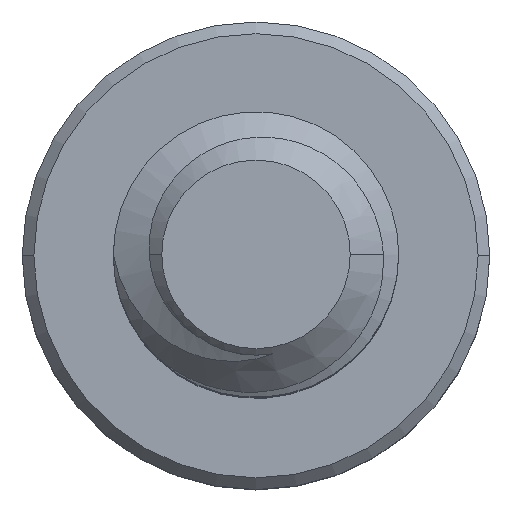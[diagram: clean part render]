
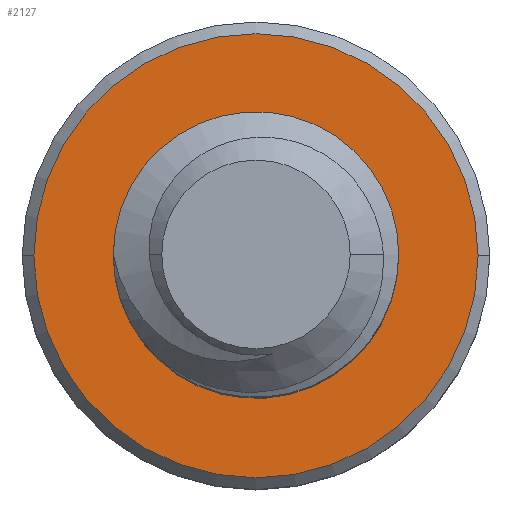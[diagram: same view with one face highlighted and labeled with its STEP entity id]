
A CAD part, top view. The second image highlights one B-rep face of the part: STEP entity #2127.
In plain terms, the highlighted planar face has unit normal (0, 0, 1).
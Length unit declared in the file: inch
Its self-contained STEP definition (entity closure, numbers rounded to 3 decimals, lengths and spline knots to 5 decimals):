
#10 = B_SPLINE_CURVE_WITH_KNOTS ( 'NONE', 3,
 ( #1066, #1041, #1040, #1039, #1038, #1037, #1036, #1035, #1034, #1033, #1318, #1354, #1356, #1364 ),
 .UNSPECIFIED., .F., .F.,
 ( 4, 2, 2, 2, 2, 2, 4 ),
 ( 0., 0.00089, 0.00178, 0.00222, 0.00267, 0.00311, 0.00356 ),
 .UNSPECIFIED. ) ;
#14 = B_SPLINE_CURVE_WITH_KNOTS ( 'NONE', 3,
 ( #1042, #1385, #1319, #1384, #1386, #1048, #1332, #883, #872, #867, #884, #949, #948, #944, #937, #936 ),
 .UNSPECIFIED., .F., .F.,
 ( 4, 2, 2, 2, 2, 2, 2, 4 ),
 ( 0., 0.00044, 0.00089, 0.00178, 0.00222, 0.00267, 0.00311, 0.00355 ),
 .UNSPECIFIED. ) ;
#858 = DIRECTION ( 'NONE',  ( 0., 0., -1. ) ) ;
#867 = CARTESIAN_POINT ( 'NONE',  ( 0.05636, 0.00496, -0.375 ) ) ;
#872 = CARTESIAN_POINT ( 'NONE',  ( 0.05592, 0.01675, -0.375 ) ) ;
#883 = CARTESIAN_POINT ( 'NONE',  ( 0.05477, 0.0225, -0.375 ) ) ;
#884 = CARTESIAN_POINT ( 'NONE',  ( 0.05565, -0.00084, -0.375 ) ) ;
#936 = CARTESIAN_POINT ( 'NONE',  ( 0.03412, -0.03475, -0.375 ) ) ;
#937 = CARTESIAN_POINT ( 'NONE',  ( 0.03902, -0.03141, -0.375 ) ) ;
#943 = DIRECTION ( 'NONE',  ( 1., 0., 0. ) ) ;
#944 = CARTESIAN_POINT ( 'NONE',  ( 0.04312, -0.02719, -0.375 ) ) ;
#948 = CARTESIAN_POINT ( 'NONE',  ( 0.04983, -0.01748, -0.375 ) ) ;
#949 = CARTESIAN_POINT ( 'NONE',  ( 0.05234, -0.0122, -0.375 ) ) ;
#962 = CARTESIAN_POINT ( 'NONE',  ( 0., 0., -0.375 ) ) ;
#1033 = CARTESIAN_POINT ( 'NONE',  ( -0.06148, 0.02312, -0.375 ) ) ;
#1034 = CARTESIAN_POINT ( 'NONE',  ( -0.06309, 0.01154, -0.375 ) ) ;
#1035 = CARTESIAN_POINT ( 'NONE',  ( -0.06307, 0.00562, -0.375 ) ) ;
#1036 = CARTESIAN_POINT ( 'NONE',  ( -0.06135, -0.00599, -0.375 ) ) ;
#1037 = CARTESIAN_POINT ( 'NONE',  ( -0.05968, -0.0116, -0.375 ) ) ;
#1038 = CARTESIAN_POINT ( 'NONE',  ( -0.05226, -0.02769, -0.375 ) ) ;
#1039 = CARTESIAN_POINT ( 'NONE',  ( -0.04432, -0.03688, -0.375 ) ) ;
#1040 = CARTESIAN_POINT ( 'NONE',  ( -0.02368, -0.04845, -0.375 ) ) ;
#1041 = CARTESIAN_POINT ( 'NONE',  ( -0.01169, -0.05058, -0.375 ) ) ;
#1042 = CARTESIAN_POINT ( 'NONE',  ( 0., 0.069, -0.375 ) ) ;
#1046 = DIRECTION ( 'NONE',  ( -1., 0., 0. ) ) ;
#1047 = DIRECTION ( 'NONE',  ( 0., 0., 1. ) ) ;
#1048 = CARTESIAN_POINT ( 'NONE',  ( 0.04135, 0.04877, -0.375 ) ) ;
#1050 = CARTESIAN_POINT ( 'NONE',  ( 0., 0., -0.375 ) ) ;
#1066 = CARTESIAN_POINT ( 'NONE',  ( 0., -0.0487, -0.375 ) ) ;
#1156 = CARTESIAN_POINT ( 'NONE',  ( 0.03412, -0.03475, -0.375 ) ) ;
#1157 = CARTESIAN_POINT ( 'NONE',  ( 0., -0.0487, -0.375 ) ) ;
#1168 = CARTESIAN_POINT ( 'NONE',  ( 0., 0.069, -0.375 ) ) ;
#1187 = CARTESIAN_POINT ( 'NONE',  ( -0.04834, 0.04923, -0.375 ) ) ;
#1213 = CARTESIAN_POINT ( 'NONE',  ( 0.10735, 0., -0.375 ) ) ;
#1244 = CARTESIAN_POINT ( 'NONE',  ( -0.10735, 0., -0.375 ) ) ;
#1259 = VERTEX_POINT ( 'NONE', #1244 ) ;
#1289 = VERTEX_POINT ( 'NONE', #1213 ) ;
#1315 = VERTEX_POINT ( 'NONE', #1187 ) ;
#1318 = CARTESIAN_POINT ( 'NONE',  ( -0.05982, 0.02885, -0.375 ) ) ;
#1319 = CARTESIAN_POINT ( 'NONE',  ( 0.01153, 0.06689, -0.375 ) ) ;
#1332 = CARTESIAN_POINT ( 'NONE',  ( 0.04868, 0.03892, -0.375 ) ) ;
#1337 = VERTEX_POINT ( 'NONE', #1168 ) ;
#1348 = VERTEX_POINT ( 'NONE', #1157 ) ;
#1349 = VERTEX_POINT ( 'NONE', #1156 ) ;
#1354 = CARTESIAN_POINT ( 'NONE',  ( -0.05507, 0.03952, -0.375 ) ) ;
#1356 = CARTESIAN_POINT ( 'NONE',  ( -0.052, 0.0446, -0.375 ) ) ;
#1364 = CARTESIAN_POINT ( 'NONE',  ( -0.04834, 0.04923, -0.375 ) ) ;
#1384 = CARTESIAN_POINT ( 'NONE',  ( 0.02239, 0.06248, -0.375 ) ) ;
#1385 = CARTESIAN_POINT ( 'NONE',  ( 0.00588, 0.06833, -0.375 ) ) ;
#1386 = CARTESIAN_POINT ( 'NONE',  ( 0.02753, 0.05951, -0.375 ) ) ;
#1412 = EDGE_CURVE ( 'NONE', #1259, #1289, #2747, .T. ) ;
#1414 = EDGE_CURVE ( 'NONE', #1348, #1315, #10, .T. ) ;
#1415 = EDGE_CURVE ( 'NONE', #1337, #1349, #14, .T. ) ;
#1422 = EDGE_CURVE ( 'NONE', #1349, #1348, #2737, .T. ) ;
#1490 = EDGE_CURVE ( 'NONE', #1337, #1315, #2671, .T. ) ;
#1587 = EDGE_CURVE ( 'NONE', #1289, #1259, #2590, .T. ) ;
#1595 = AXIS2_PLACEMENT_3D ( 'NONE', #1050, #1047, #1046 ) ;
#1600 = AXIS2_PLACEMENT_3D ( 'NONE', #962, #858, #943 ) ;
#1603 = AXIS2_PLACEMENT_3D ( 'NONE', #2312, #2309, #2315 ) ;
#1607 = AXIS2_PLACEMENT_3D ( 'NONE', #3456, #3458, #3424 ) ;
#1655 = AXIS2_PLACEMENT_3D ( 'NONE', #3463, #3415, #3403 ) ;
#2127 = ADVANCED_FACE ( 'NONE', ( #2489, #2486 ), #3459, .F. ) ;
#2309 = DIRECTION ( 'NONE',  ( 0., 0., 1. ) ) ;
#2312 = CARTESIAN_POINT ( 'NONE',  ( 0., 0., -0.375 ) ) ;
#2315 = DIRECTION ( 'NONE',  ( 1., 0., 0. ) ) ;
#2486 = FACE_BOUND ( 'NONE', #2758, .T. ) ;
#2489 = FACE_OUTER_BOUND ( 'NONE', #2819, .T. ) ;
#2590 = CIRCLE ( 'NONE', #1607, 0.10735 ) ;
#2671 = CIRCLE ( 'NONE', #1603, 0.069 ) ;
#2737 = CIRCLE ( 'NONE', #1600, 0.0487 ) ;
#2747 = CIRCLE ( 'NONE', #1595, 0.10735 ) ;
#2758 = EDGE_LOOP ( 'NONE', ( #2881, #2868, #2877, #3126 ) ) ;
#2819 = EDGE_LOOP ( 'NONE', ( #3077, #3150 ) ) ;
#2868 = ORIENTED_EDGE ( 'NONE', *, *, #1415, .T. ) ;
#2877 = ORIENTED_EDGE ( 'NONE', *, *, #1422, .T. ) ;
#2881 = ORIENTED_EDGE ( 'NONE', *, *, #1490, .F. ) ;
#3077 = ORIENTED_EDGE ( 'NONE', *, *, #1412, .T. ) ;
#3126 = ORIENTED_EDGE ( 'NONE', *, *, #1414, .T. ) ;
#3150 = ORIENTED_EDGE ( 'NONE', *, *, #1587, .T. ) ;
#3403 = DIRECTION ( 'NONE',  ( -1., 0., 0. ) ) ;
#3415 = DIRECTION ( 'NONE',  ( 0., 0., -1. ) ) ;
#3424 = DIRECTION ( 'NONE',  ( -1., 0., 0. ) ) ;
#3456 = CARTESIAN_POINT ( 'NONE',  ( 0., 0., -0.375 ) ) ;
#3458 = DIRECTION ( 'NONE',  ( 0., 0., 1. ) ) ;
#3459 = PLANE ( 'NONE',  #1655 ) ;
#3463 = CARTESIAN_POINT ( 'NONE',  ( 0., 0., -0.375 ) ) ;
